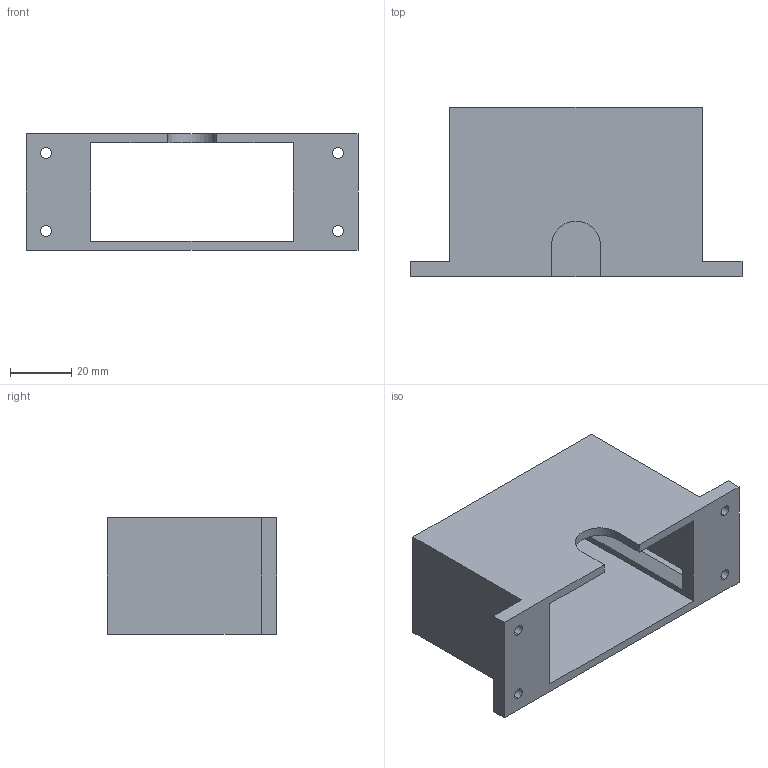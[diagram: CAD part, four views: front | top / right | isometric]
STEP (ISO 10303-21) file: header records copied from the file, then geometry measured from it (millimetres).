
FILE_DESCRIPTION (( 'STEP AP203' ), '1' );
FILE_NAME ('10198 Rev A.STEP', '2023-08-17T18:18:24', ( '' ), ( '' ), 'SwSTEP 2.0', 'SolidWorks 2022', '' );
FILE_SCHEMA (( 'CONFIG_CONTROL_DESIGN' ));
Length unit declared in the file: millimetre
Products named in the file (1): 10198 Rev A
Bounding box: 108 x 55 x 38 mm (x, y, z)
Volume: 46276.8 mm3; surface area: 29634.2 mm2
Topology: 1 solids, 1 shells, 49 faces, 132 edges, 88 vertices
Faces by surface type: plane 32, cylinder 17
Entity records: 1637 total; most frequent: CARTESIAN_POINT 270, DIRECTION 266, ORIENTED_EDGE 264, EDGE_CURVE 132, VECTOR 98, LINE 98, VERTEX_POINT 88, AXIS2_PLACEMENT_3D 84
